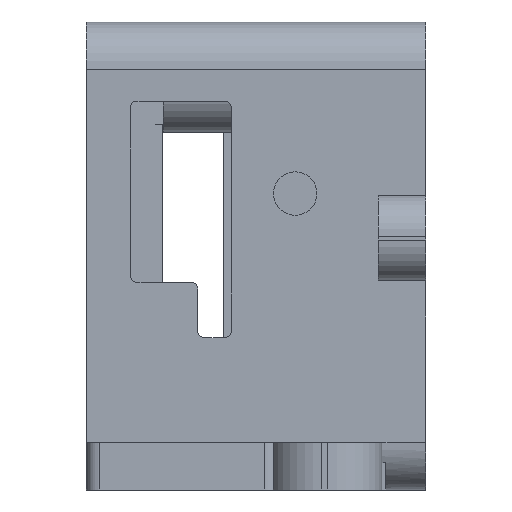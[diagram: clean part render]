
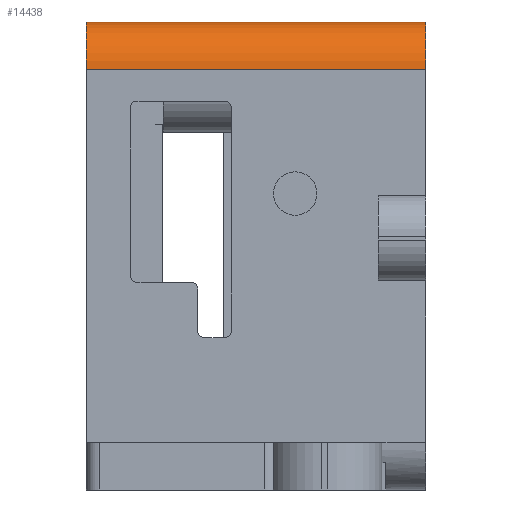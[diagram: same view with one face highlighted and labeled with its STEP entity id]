
A CAD part, left-side view. The second image highlights one B-rep face of the part: STEP entity #14438.
In plain terms, the highlighted cylindrical face has radius 3.5 mm (diameter 7 mm), a partial arc.
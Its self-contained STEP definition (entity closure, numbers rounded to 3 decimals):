
#127 = PLANE('',#128);
#128 = AXIS2_PLACEMENT_3D('',#129,#130,#131);
#129 = CARTESIAN_POINT('',(7.852,-26.25,27.734));
#130 = DIRECTION('',(-0.,0.,-1.));
#131 = DIRECTION('',(-1.,0.,0.));
#773 = PLANE('',#774);
#774 = AXIS2_PLACEMENT_3D('',#775,#776,#777);
#775 = CARTESIAN_POINT('',(-63.551,-26.25,-4.766));
#776 = DIRECTION('',(1.,0.,-0.));
#777 = DIRECTION('',(-0.,0.,-1.));
#894 = PLANE('',#895);
#895 = AXIS2_PLACEMENT_3D('',#896,#897,#898);
#896 = CARTESIAN_POINT('',(0.,-28.25,0.));
#897 = DIRECTION('',(0.,-1.,0.));
#898 = DIRECTION('',(0.,-0.,-1.));
#5624 = PLANE('',#5625);
#5625 = AXIS2_PLACEMENT_3D('',#5626,#5627,#5628);
#5626 = CARTESIAN_POINT('',(0.,-3.25,0.));
#5627 = DIRECTION('',(0.,-1.,0.));
#5628 = DIRECTION('',(0.,-0.,-1.));
#6399 = VERTEX_POINT('',#6400);
#6400 = CARTESIAN_POINT('',(-63.551,-3.25,24.234));
#6421 = EDGE_CURVE('',#6399,#6422,#6424,.T.);
#6422 = VERTEX_POINT('',#6423);
#6423 = CARTESIAN_POINT('',(-60.051,-3.25,27.734));
#6424 = SURFACE_CURVE('',#6425,(#6430,#6441),.PCURVE_S1.);
#6425 = CIRCLE('',#6426,3.5);
#6426 = AXIS2_PLACEMENT_3D('',#6427,#6428,#6429);
#6427 = CARTESIAN_POINT('',(-60.051,-3.25,24.234));
#6428 = DIRECTION('',(-0.,1.,0.));
#6429 = DIRECTION('',(0.,0.,-1.));
#6430 = PCURVE('',#5624,#6431);
#6431 = DEFINITIONAL_REPRESENTATION('',(#6432),#6440);
#6432 = ( BOUNDED_CURVE() B_SPLINE_CURVE(2,(#6433,#6434,#6435,#6436,
#6437,#6438,#6439),.UNSPECIFIED.,.T.,.F.) B_SPLINE_CURVE_WITH_KNOTS((1,2
    ,2,2,2,1),(-2.094,0.,2.094,4.189,
6.283,8.378),.UNSPECIFIED.) CURVE() 
GEOMETRIC_REPRESENTATION_ITEM() RATIONAL_B_SPLINE_CURVE((1.,0.5,1.,0.5,
1.,0.5,1.)) REPRESENTATION_ITEM('') );
#6433 = CARTESIAN_POINT('',(-20.734,-60.051));
#6434 = CARTESIAN_POINT('',(-20.734,-66.113));
#6435 = CARTESIAN_POINT('',(-25.984,-63.082));
#6436 = CARTESIAN_POINT('',(-31.234,-60.051));
#6437 = CARTESIAN_POINT('',(-25.984,-57.02));
#6438 = CARTESIAN_POINT('',(-20.734,-53.989));
#6439 = CARTESIAN_POINT('',(-20.734,-60.051));
#6440 = ( GEOMETRIC_REPRESENTATION_CONTEXT(2) 
PARAMETRIC_REPRESENTATION_CONTEXT() REPRESENTATION_CONTEXT('2D SPACE',''
  ) );
#6441 = PCURVE('',#6442,#6447);
#6442 = CYLINDRICAL_SURFACE('',#6443,3.5);
#6443 = AXIS2_PLACEMENT_3D('',#6444,#6445,#6446);
#6444 = CARTESIAN_POINT('',(-60.051,-26.25,24.234));
#6445 = DIRECTION('',(0.,1.,0.));
#6446 = DIRECTION('',(0.,-0.,1.));
#6447 = DEFINITIONAL_REPRESENTATION('',(#6448),#6452);
#6448 = LINE('',#6449,#6450);
#6449 = CARTESIAN_POINT('',(3.142,23.));
#6450 = VECTOR('',#6451,1.);
#6451 = DIRECTION('',(1.,0.));
#6452 = ( GEOMETRIC_REPRESENTATION_CONTEXT(2) 
PARAMETRIC_REPRESENTATION_CONTEXT() REPRESENTATION_CONTEXT('2D SPACE',''
  ) );
#11969 = EDGE_CURVE('',#6422,#11970,#11972,.T.);
#11970 = VERTEX_POINT('',#11971);
#11971 = CARTESIAN_POINT('',(-60.051,-28.25,27.734));
#11972 = SURFACE_CURVE('',#11973,(#11977,#11984),.PCURVE_S1.);
#11973 = LINE('',#11974,#11975);
#11974 = CARTESIAN_POINT('',(-60.051,-26.25,27.734));
#11975 = VECTOR('',#11976,1.);
#11976 = DIRECTION('',(-0.,-1.,0.));
#11977 = PCURVE('',#127,#11978);
#11978 = DEFINITIONAL_REPRESENTATION('',(#11979),#11983);
#11979 = LINE('',#11980,#11981);
#11980 = CARTESIAN_POINT('',(67.903,0.));
#11981 = VECTOR('',#11982,1.);
#11982 = DIRECTION('',(0.,-1.));
#11983 = ( GEOMETRIC_REPRESENTATION_CONTEXT(2) 
PARAMETRIC_REPRESENTATION_CONTEXT() REPRESENTATION_CONTEXT('2D SPACE',''
  ) );
#11984 = PCURVE('',#6442,#11985);
#11985 = DEFINITIONAL_REPRESENTATION('',(#11986),#11990);
#11986 = LINE('',#11987,#11988);
#11987 = CARTESIAN_POINT('',(6.283,0.));
#11988 = VECTOR('',#11989,1.);
#11989 = DIRECTION('',(0.,-1.));
#11990 = ( GEOMETRIC_REPRESENTATION_CONTEXT(2) 
PARAMETRIC_REPRESENTATION_CONTEXT() REPRESENTATION_CONTEXT('2D SPACE',''
  ) );
#12218 = VERTEX_POINT('',#12219);
#12219 = CARTESIAN_POINT('',(-63.551,-28.25,24.234));
#12240 = EDGE_CURVE('',#12218,#6399,#12241,.T.);
#12241 = SURFACE_CURVE('',#12242,(#12246,#12253),.PCURVE_S1.);
#12242 = LINE('',#12243,#12244);
#12243 = CARTESIAN_POINT('',(-63.551,-26.25,24.234));
#12244 = VECTOR('',#12245,1.);
#12245 = DIRECTION('',(0.,1.,0.));
#12246 = PCURVE('',#773,#12247);
#12247 = DEFINITIONAL_REPRESENTATION('',(#12248),#12252);
#12248 = LINE('',#12249,#12250);
#12249 = CARTESIAN_POINT('',(-29.,0.));
#12250 = VECTOR('',#12251,1.);
#12251 = DIRECTION('',(0.,1.));
#12252 = ( GEOMETRIC_REPRESENTATION_CONTEXT(2) 
PARAMETRIC_REPRESENTATION_CONTEXT() REPRESENTATION_CONTEXT('2D SPACE',''
  ) );
#12253 = PCURVE('',#6442,#12254);
#12254 = DEFINITIONAL_REPRESENTATION('',(#12255),#12259);
#12255 = LINE('',#12256,#12257);
#12256 = CARTESIAN_POINT('',(4.712,0.));
#12257 = VECTOR('',#12258,1.);
#12258 = DIRECTION('',(0.,1.));
#12259 = ( GEOMETRIC_REPRESENTATION_CONTEXT(2) 
PARAMETRIC_REPRESENTATION_CONTEXT() REPRESENTATION_CONTEXT('2D SPACE',''
  ) );
#14087 = EDGE_CURVE('',#11970,#12218,#14088,.T.);
#14088 = SURFACE_CURVE('',#14089,(#14094,#14101),.PCURVE_S1.);
#14089 = CIRCLE('',#14090,3.5);
#14090 = AXIS2_PLACEMENT_3D('',#14091,#14092,#14093);
#14091 = CARTESIAN_POINT('',(-60.051,-28.25,24.234));
#14092 = DIRECTION('',(0.,-1.,0.));
#14093 = DIRECTION('',(0.,0.,-1.));
#14094 = PCURVE('',#894,#14095);
#14095 = DEFINITIONAL_REPRESENTATION('',(#14096),#14100);
#14096 = CIRCLE('',#14097,3.5);
#14097 = AXIS2_PLACEMENT_2D('',#14098,#14099);
#14098 = CARTESIAN_POINT('',(-24.234,-60.051));
#14099 = DIRECTION('',(1.,0.));
#14100 = ( GEOMETRIC_REPRESENTATION_CONTEXT(2) 
PARAMETRIC_REPRESENTATION_CONTEXT() REPRESENTATION_CONTEXT('2D SPACE',''
  ) );
#14101 = PCURVE('',#6442,#14102);
#14102 = DEFINITIONAL_REPRESENTATION('',(#14103),#14107);
#14103 = LINE('',#14104,#14105);
#14104 = CARTESIAN_POINT('',(9.425,-2.));
#14105 = VECTOR('',#14106,1.);
#14106 = DIRECTION('',(-1.,0.));
#14107 = ( GEOMETRIC_REPRESENTATION_CONTEXT(2) 
PARAMETRIC_REPRESENTATION_CONTEXT() REPRESENTATION_CONTEXT('2D SPACE',''
  ) );
#14438 = ADVANCED_FACE('',(#14439),#6442,.T.);
#14439 = FACE_BOUND('',#14440,.T.);
#14440 = EDGE_LOOP('',(#14441,#14442,#14443,#14444));
#14441 = ORIENTED_EDGE('',*,*,#14087,.F.);
#14442 = ORIENTED_EDGE('',*,*,#11969,.F.);
#14443 = ORIENTED_EDGE('',*,*,#6421,.F.);
#14444 = ORIENTED_EDGE('',*,*,#12240,.F.);
